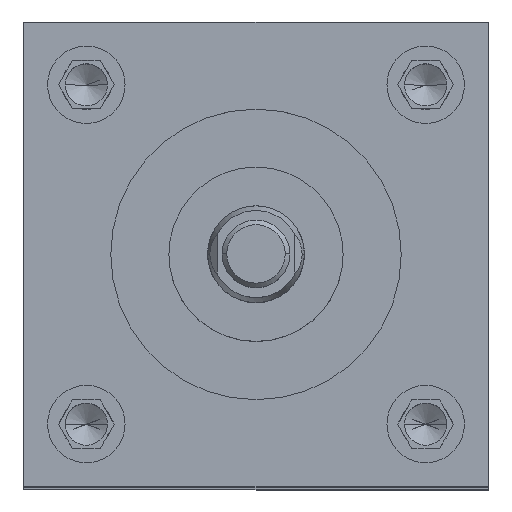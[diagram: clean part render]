
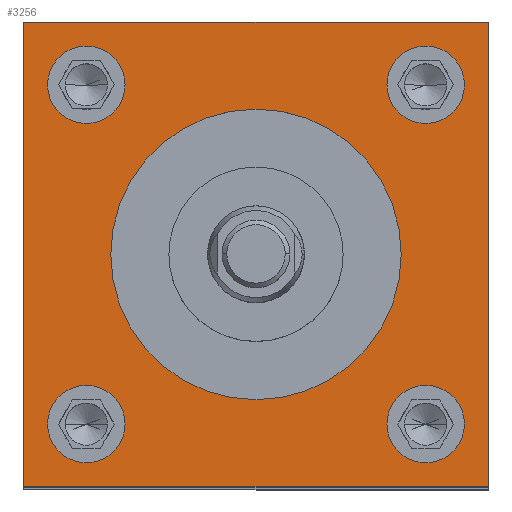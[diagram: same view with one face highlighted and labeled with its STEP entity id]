
A CAD part, top view. The second image highlights one B-rep face of the part: STEP entity #3256.
In plain terms, the highlighted planar face has unit normal (0, 0, 1).
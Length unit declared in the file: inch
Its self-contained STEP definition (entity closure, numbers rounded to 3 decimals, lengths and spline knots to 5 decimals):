
#136 = CARTESIAN_POINT ( 'NONE',  ( -1.095, -1.095, 11.75 ) ) ;
#141 = VERTEX_POINT ( 'NONE', #1586 ) ;
#185 = CARTESIAN_POINT ( 'NONE',  ( -1.095, 1.095, 11.75 ) ) ;
#199 = DIRECTION ( 'NONE',  ( 1., 0., 0. ) ) ;
#204 = VERTEX_POINT ( 'NONE', #1906 ) ;
#205 = DIRECTION ( 'NONE',  ( 1., 0., 0. ) ) ;
#215 = DIRECTION ( 'NONE',  ( 1., 0., 0. ) ) ;
#227 = CARTESIAN_POINT ( 'NONE',  ( -1.5, 1.5, 11.75 ) ) ;
#247 = CARTESIAN_POINT ( 'NONE',  ( 0.845, 1.095, 11.75 ) ) ;
#266 = ORIENTED_EDGE ( 'NONE', *, *, #6838, .T. ) ;
#346 = EDGE_CURVE ( 'NONE', #2067, #2686, #462, .T. ) ;
#349 = DIRECTION ( 'NONE',  ( 1., 0., 0. ) ) ;
#389 = VERTEX_POINT ( 'NONE', #2222 ) ;
#462 = CIRCLE ( 'NONE', #1028, 0.25 ) ;
#542 = ORIENTED_EDGE ( 'NONE', *, *, #3140, .F. ) ;
#559 = DIRECTION ( 'NONE',  ( 0., 0., 1. ) ) ;
#574 = EDGE_CURVE ( 'NONE', #7064, #2526, #6338, .T. ) ;
#726 = AXIS2_PLACEMENT_3D ( 'NONE', #4057, #1746, #215 ) ;
#781 = FACE_BOUND ( 'NONE', #6804, .T. ) ;
#795 = AXIS2_PLACEMENT_3D ( 'NONE', #1552, #5904, #1447 ) ;
#874 = CARTESIAN_POINT ( 'NONE',  ( 1.345, -1.095, 11.75 ) ) ;
#1028 = AXIS2_PLACEMENT_3D ( 'NONE', #1142, #6024, #6128 ) ;
#1070 = VECTOR ( 'NONE', #3766, 39.37008 ) ;
#1142 = CARTESIAN_POINT ( 'NONE',  ( -1.095, -1.095, 11.75 ) ) ;
#1163 = ORIENTED_EDGE ( 'NONE', *, *, #3832, .F. ) ;
#1167 = AXIS2_PLACEMENT_3D ( 'NONE', #6075, #559, #2705 ) ;
#1191 = VECTOR ( 'NONE', #1892, 39.37008 ) ;
#1386 = LINE ( 'NONE', #3493, #1191 ) ;
#1408 = CIRCLE ( 'NONE', #726, 0.9375 ) ;
#1442 = EDGE_LOOP ( 'NONE', ( #3155, #3480 ) ) ;
#1447 = DIRECTION ( 'NONE',  ( 1., 0., 0. ) ) ;
#1501 = CARTESIAN_POINT ( 'NONE',  ( 1.5, 1.5, 11.75 ) ) ;
#1552 = CARTESIAN_POINT ( 'NONE',  ( 1.095, 1.095, 11.75 ) ) ;
#1556 = AXIS2_PLACEMENT_3D ( 'NONE', #4181, #2395, #349 ) ;
#1571 = CIRCLE ( 'NONE', #5746, 0.25 ) ;
#1586 = CARTESIAN_POINT ( 'NONE',  ( -1.345, 1.095, 11.75 ) ) ;
#1605 = CARTESIAN_POINT ( 'NONE',  ( -0.845, 1.095, 11.75 ) ) ;
#1609 = DIRECTION ( 'NONE',  ( 0., 0., 1. ) ) ;
#1700 = VERTEX_POINT ( 'NONE', #6697 ) ;
#1726 = ORIENTED_EDGE ( 'NONE', *, *, #574, .F. ) ;
#1746 = DIRECTION ( 'NONE',  ( 0., 0., 1. ) ) ;
#1823 = FACE_BOUND ( 'NONE', #6884, .T. ) ;
#1855 = FACE_BOUND ( 'NONE', #1442, .T. ) ;
#1875 = CARTESIAN_POINT ( 'NONE',  ( -1.5, -1.5, 11.75 ) ) ;
#1892 = DIRECTION ( 'NONE',  ( -1., 0., 0. ) ) ;
#1906 = CARTESIAN_POINT ( 'NONE',  ( 0.845, -1.095, 11.75 ) ) ;
#1958 = ORIENTED_EDGE ( 'NONE', *, *, #4865, .T. ) ;
#2067 = VERTEX_POINT ( 'NONE', #5531 ) ;
#2222 = CARTESIAN_POINT ( 'NONE',  ( 1.5, -1.5, 11.75 ) ) ;
#2275 = ORIENTED_EDGE ( 'NONE', *, *, #3332, .T. ) ;
#2373 = DIRECTION ( 'NONE',  ( 1., 0., 0. ) ) ;
#2395 = DIRECTION ( 'NONE',  ( 0., 0., 1. ) ) ;
#2406 = DIRECTION ( 'NONE',  ( 0., 0., 1. ) ) ;
#2418 = VERTEX_POINT ( 'NONE', #874 ) ;
#2452 = AXIS2_PLACEMENT_3D ( 'NONE', #136, #4423, #6632 ) ;
#2500 = ORIENTED_EDGE ( 'NONE', *, *, #5458, .T. ) ;
#2526 = VERTEX_POINT ( 'NONE', #6223 ) ;
#2653 = CARTESIAN_POINT ( 'NONE',  ( 1.5, -1.5, 11.75 ) ) ;
#2686 = VERTEX_POINT ( 'NONE', #6368 ) ;
#2705 = DIRECTION ( 'NONE',  ( 1., 0., 0. ) ) ;
#2910 = CIRCLE ( 'NONE', #6952, 0.25 ) ;
#2978 = FACE_BOUND ( 'NONE', #6708, .T. ) ;
#3140 = EDGE_CURVE ( 'NONE', #2686, #2067, #6849, .T. ) ;
#3155 = ORIENTED_EDGE ( 'NONE', *, *, #4435, .F. ) ;
#3256 = ADVANCED_FACE ( 'NONE', ( #6346, #781, #2978, #1855, #1823, #5208 ), #6276, .F. ) ;
#3279 = LINE ( 'NONE', #3909, #5172 ) ;
#3332 = EDGE_CURVE ( 'NONE', #7047, #4883, #1386, .T. ) ;
#3473 = LINE ( 'NONE', #1875, #5113 ) ;
#3480 = ORIENTED_EDGE ( 'NONE', *, *, #6971, .F. ) ;
#3493 = CARTESIAN_POINT ( 'NONE',  ( -1.5, 1.5, 11.75 ) ) ;
#3498 = ORIENTED_EDGE ( 'NONE', *, *, #346, .F. ) ;
#3533 = DIRECTION ( 'NONE',  ( -1., 0., 0. ) ) ;
#3766 = DIRECTION ( 'NONE',  ( 0., 1., 0. ) ) ;
#3769 = CIRCLE ( 'NONE', #1556, 0.25 ) ;
#3832 = EDGE_CURVE ( 'NONE', #2526, #7064, #5293, .T. ) ;
#3909 = CARTESIAN_POINT ( 'NONE',  ( -1.5, -1.5, 11.75 ) ) ;
#4057 = CARTESIAN_POINT ( 'NONE',  ( 0., 0., 11.75 ) ) ;
#4159 = CARTESIAN_POINT ( 'NONE',  ( -1.5, 1.5, 11.75 ) ) ;
#4181 = CARTESIAN_POINT ( 'NONE',  ( 1.095, -1.095, 11.75 ) ) ;
#4190 = CIRCLE ( 'NONE', #1167, 0.9375 ) ;
#4270 = ORIENTED_EDGE ( 'NONE', *, *, #5119, .F. ) ;
#4366 = DIRECTION ( 'NONE',  ( 1., 0., 0. ) ) ;
#4397 = CARTESIAN_POINT ( 'NONE',  ( 1.095, -1.095, 11.75 ) ) ;
#4407 = EDGE_LOOP ( 'NONE', ( #6297, #6972 ) ) ;
#4423 = DIRECTION ( 'NONE',  ( 0., 0., 1. ) ) ;
#4435 = EDGE_CURVE ( 'NONE', #5986, #141, #4902, .T. ) ;
#4865 = EDGE_CURVE ( 'NONE', #1700, #389, #3473, .T. ) ;
#4883 = VERTEX_POINT ( 'NONE', #227 ) ;
#4902 = CIRCLE ( 'NONE', #5815, 0.25 ) ;
#4933 = LINE ( 'NONE', #2653, #1070 ) ;
#5113 = VECTOR ( 'NONE', #199, 39.37008 ) ;
#5119 = EDGE_CURVE ( 'NONE', #5776, #5317, #4190, .T. ) ;
#5172 = VECTOR ( 'NONE', #6070, 39.37008 ) ;
#5208 = FACE_OUTER_BOUND ( 'NONE', #5446, .T. ) ;
#5239 = CARTESIAN_POINT ( 'NONE',  ( 1.095, 1.095, 11.75 ) ) ;
#5293 = CIRCLE ( 'NONE', #6303, 0.25 ) ;
#5317 = VERTEX_POINT ( 'NONE', #6965 ) ;
#5357 = CARTESIAN_POINT ( 'NONE',  ( -0.9375, 0., 11.75 ) ) ;
#5371 = AXIS2_PLACEMENT_3D ( 'NONE', #4159, #5856, #3533 ) ;
#5446 = EDGE_LOOP ( 'NONE', ( #266, #1958, #2500, #2275 ) ) ;
#5458 = EDGE_CURVE ( 'NONE', #389, #7047, #4933, .T. ) ;
#5531 = CARTESIAN_POINT ( 'NONE',  ( -1.345, -1.095, 11.75 ) ) ;
#5543 = EDGE_CURVE ( 'NONE', #2418, #204, #2910, .T. ) ;
#5620 = EDGE_CURVE ( 'NONE', #5317, #5776, #1408, .T. ) ;
#5646 = ORIENTED_EDGE ( 'NONE', *, *, #5620, .F. ) ;
#5746 = AXIS2_PLACEMENT_3D ( 'NONE', #185, #2406, #2373 ) ;
#5776 = VERTEX_POINT ( 'NONE', #5357 ) ;
#5809 = DIRECTION ( 'NONE',  ( 0., 0., 1. ) ) ;
#5815 = AXIS2_PLACEMENT_3D ( 'NONE', #6543, #6142, #4366 ) ;
#5856 = DIRECTION ( 'NONE',  ( 0., 0., -1. ) ) ;
#5904 = DIRECTION ( 'NONE',  ( 0., 0., 1. ) ) ;
#5986 = VERTEX_POINT ( 'NONE', #1605 ) ;
#6024 = DIRECTION ( 'NONE',  ( 0., 0., 1. ) ) ;
#6070 = DIRECTION ( 'NONE',  ( 0., -1., 0. ) ) ;
#6075 = CARTESIAN_POINT ( 'NONE',  ( 0., 0., 11.75 ) ) ;
#6128 = DIRECTION ( 'NONE',  ( 1., 0., 0. ) ) ;
#6142 = DIRECTION ( 'NONE',  ( 0., 0., 1. ) ) ;
#6223 = CARTESIAN_POINT ( 'NONE',  ( 1.345, 1.095, 11.75 ) ) ;
#6251 = EDGE_CURVE ( 'NONE', #204, #2418, #3769, .T. ) ;
#6276 = PLANE ( 'NONE',  #5371 ) ;
#6297 = ORIENTED_EDGE ( 'NONE', *, *, #5543, .F. ) ;
#6303 = AXIS2_PLACEMENT_3D ( 'NONE', #5239, #5809, #205 ) ;
#6338 = CIRCLE ( 'NONE', #795, 0.25 ) ;
#6346 = FACE_BOUND ( 'NONE', #4407, .T. ) ;
#6368 = CARTESIAN_POINT ( 'NONE',  ( -0.845, -1.095, 11.75 ) ) ;
#6543 = CARTESIAN_POINT ( 'NONE',  ( -1.095, 1.095, 11.75 ) ) ;
#6565 = DIRECTION ( 'NONE',  ( 1., 0., 0. ) ) ;
#6632 = DIRECTION ( 'NONE',  ( 1., 0., 0. ) ) ;
#6697 = CARTESIAN_POINT ( 'NONE',  ( -1.5, -1.5, 11.75 ) ) ;
#6708 = EDGE_LOOP ( 'NONE', ( #542, #3498 ) ) ;
#6804 = EDGE_LOOP ( 'NONE', ( #1163, #1726 ) ) ;
#6838 = EDGE_CURVE ( 'NONE', #4883, #1700, #3279, .T. ) ;
#6849 = CIRCLE ( 'NONE', #2452, 0.25 ) ;
#6884 = EDGE_LOOP ( 'NONE', ( #5646, #4270 ) ) ;
#6952 = AXIS2_PLACEMENT_3D ( 'NONE', #4397, #1609, #6565 ) ;
#6965 = CARTESIAN_POINT ( 'NONE',  ( 0.9375, 0., 11.75 ) ) ;
#6971 = EDGE_CURVE ( 'NONE', #141, #5986, #1571, .T. ) ;
#6972 = ORIENTED_EDGE ( 'NONE', *, *, #6251, .F. ) ;
#7047 = VERTEX_POINT ( 'NONE', #1501 ) ;
#7064 = VERTEX_POINT ( 'NONE', #247 ) ;
